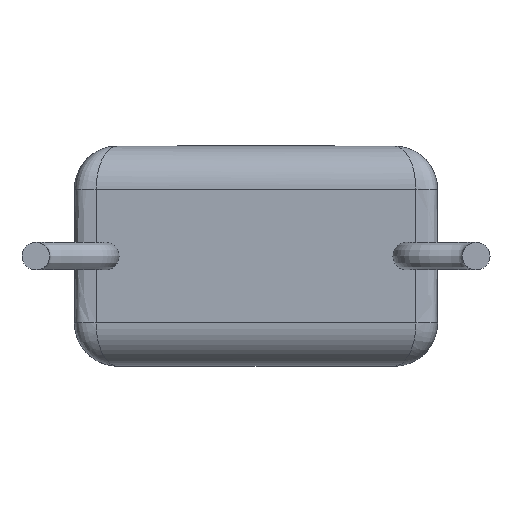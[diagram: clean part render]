
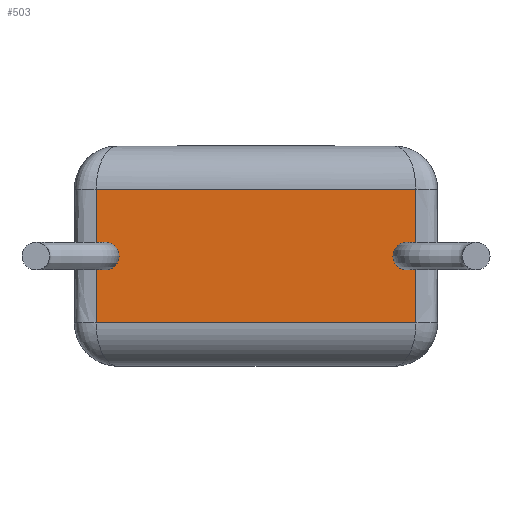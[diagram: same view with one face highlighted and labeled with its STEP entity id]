
A CAD part, front view. The second image highlights one B-rep face of the part: STEP entity #503.
In plain terms, the highlighted planar face has unit normal (0, -1, 0).
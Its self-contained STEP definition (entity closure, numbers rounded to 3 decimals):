
#21 = VERTEX_POINT ( 'NONE', #5475 ) ;
#36 = ORIENTED_EDGE ( 'NONE', *, *, #5091, .T. ) ;
#51 = DIRECTION ( 'NONE',  ( 0., 1., 0. ) ) ;
#317 = CARTESIAN_POINT ( 'NONE',  ( 0.71, 0., 2.54 ) ) ;
#345 = VERTEX_POINT ( 'NONE', #6655 ) ;
#396 = ORIENTED_EDGE ( 'NONE', *, *, #4302, .T. ) ;
#416 = ORIENTED_EDGE ( 'NONE', *, *, #1745, .T. ) ;
#428 = DIRECTION ( 'NONE',  ( 0., 0., -1. ) ) ;
#496 = DIRECTION ( 'NONE',  ( -1., 0., 0. ) ) ;
#503 = ADVANCED_FACE ( 'NONE', ( #3577 ), #6213, .F. ) ;
#515 = CARTESIAN_POINT ( 'NONE',  ( 7.88, 0., 3.214 ) ) ;
#667 = CARTESIAN_POINT ( 'NONE',  ( 7.88, 0., 2.299 ) ) ;
#753 = EDGE_CURVE ( 'NONE', #345, #2096, #4537, .T. ) ;
#899 = CARTESIAN_POINT ( 'NONE',  ( 7.88, 0., 1.866 ) ) ;
#930 = VERTEX_POINT ( 'NONE', #6284 ) ;
#932 = CIRCLE ( 'NONE', #5843, 0.32 ) ;
#1019 = AXIS2_PLACEMENT_3D ( 'NONE', #2988, #5016, #3465 ) ;
#1037 = B_SPLINE_CURVE_WITH_KNOTS ( 'NONE', 3,
 ( #5258, #515, #5208, #4149 ),
 .UNSPECIFIED., .F., .F.,
 ( 4, 4 ),
 ( 0.548, 0.803 ),
 .UNSPECIFIED. ) ;
#1197 = DIRECTION ( 'NONE',  ( 0., 0., -1. ) ) ;
#1410 = CARTESIAN_POINT ( 'NONE',  ( 7.88, 0., 2.299 ) ) ;
#1491 = CARTESIAN_POINT ( 'NONE',  ( 0.5, 0., 2.299 ) ) ;
#1509 = LINE ( 'NONE', #1511, #2495 ) ;
#1511 = CARTESIAN_POINT ( 'NONE',  ( 7.88, 0., 1. ) ) ;
#1706 = CIRCLE ( 'NONE', #4151, 0.32 ) ;
#1745 = EDGE_CURVE ( 'NONE', #5420, #21, #3003, .T. ) ;
#1863 = VERTEX_POINT ( 'NONE', #6667 ) ;
#1888 = B_SPLINE_CURVE_WITH_KNOTS ( 'NONE', 3,
 ( #5602, #6606, #899, #1410 ),
 .UNSPECIFIED., .F., .F.,
 ( 4, 4 ),
 ( 0.197, 0.452 ),
 .UNSPECIFIED. ) ;
#1897 = CIRCLE ( 'NONE', #2641, 0.32 ) ;
#1961 = EDGE_CURVE ( 'NONE', #5886, #4030, #2338, .T. ) ;
#2037 = CIRCLE ( 'NONE', #5541, 0.32 ) ;
#2071 = CARTESIAN_POINT ( 'NONE',  ( 0.5, 0., 1.866 ) ) ;
#2096 = VERTEX_POINT ( 'NONE', #2303 ) ;
#2117 = CARTESIAN_POINT ( 'NONE',  ( 0.5, 0., 2.299 ) ) ;
#2130 = DIRECTION ( 'NONE',  ( 0., 1., 0. ) ) ;
#2178 = ORIENTED_EDGE ( 'NONE', *, *, #1961, .T. ) ;
#2218 = EDGE_CURVE ( 'NONE', #4983, #2096, #1706, .T. ) ;
#2254 = ORIENTED_EDGE ( 'NONE', *, *, #4216, .T. ) ;
#2303 = CARTESIAN_POINT ( 'NONE',  ( 0.5, 0., 2.781 ) ) ;
#2329 = ORIENTED_EDGE ( 'NONE', *, *, #5861, .F. ) ;
#2338 = B_SPLINE_CURVE_WITH_KNOTS ( 'NONE', 3,
 ( #2117, #2071, #5672, #6760 ),
 .UNSPECIFIED., .F., .F.,
 ( 4, 4 ),
 ( 0.548, 0.803 ),
 .UNSPECIFIED. ) ;
#2411 = CARTESIAN_POINT ( 'NONE',  ( 7.67, 0., 2.86 ) ) ;
#2495 = VECTOR ( 'NONE', #5180, 1000. ) ;
#2641 = AXIS2_PLACEMENT_3D ( 'NONE', #2719, #51, #1197 ) ;
#2687 = CARTESIAN_POINT ( 'NONE',  ( 7.88, 0., 1. ) ) ;
#2703 = EDGE_CURVE ( 'NONE', #930, #4983, #932, .T. ) ;
#2719 = CARTESIAN_POINT ( 'NONE',  ( 7.67, 0., 2.54 ) ) ;
#2742 = ORIENTED_EDGE ( 'NONE', *, *, #753, .T. ) ;
#2746 = CARTESIAN_POINT ( 'NONE',  ( 0.71, 0., 2.54 ) ) ;
#2859 = EDGE_CURVE ( 'NONE', #4030, #5410, #1509, .T. ) ;
#2909 = DIRECTION ( 'NONE',  ( 0., 0., -1. ) ) ;
#2988 = CARTESIAN_POINT ( 'NONE',  ( 0.71, 0., 2.54 ) ) ;
#3003 = CIRCLE ( 'NONE', #4441, 0.32 ) ;
#3279 = VERTEX_POINT ( 'NONE', #4918 ) ;
#3310 = CARTESIAN_POINT ( 'NONE',  ( 0.5, 0., 1. ) ) ;
#3408 = DIRECTION ( 'NONE',  ( 0., 1., 0. ) ) ;
#3465 = DIRECTION ( 'NONE',  ( 0., 0., -1. ) ) ;
#3577 = FACE_OUTER_BOUND ( 'NONE', #6473, .T. ) ;
#3677 = CARTESIAN_POINT ( 'NONE',  ( 0.5, 0., 2.781 ) ) ;
#3800 = DIRECTION ( 'NONE',  ( 0., -1., 0. ) ) ;
#3929 = DIRECTION ( 'NONE',  ( 0., 0., -1. ) ) ;
#4030 = VERTEX_POINT ( 'NONE', #3310 ) ;
#4101 = DIRECTION ( 'NONE',  ( 0., 1., 0. ) ) ;
#4149 = CARTESIAN_POINT ( 'NONE',  ( 7.88, 0., 4.08 ) ) ;
#4151 = AXIS2_PLACEMENT_3D ( 'NONE', #2746, #3800, #5290 ) ;
#4216 = EDGE_CURVE ( 'NONE', #3279, #345, #4984, .T. ) ;
#4302 = EDGE_CURVE ( 'NONE', #5099, #1863, #1897, .T. ) ;
#4441 = AXIS2_PLACEMENT_3D ( 'NONE', #5435, #3408, #3929 ) ;
#4537 = B_SPLINE_CURVE_WITH_KNOTS ( 'NONE', 3,
 ( #5122, #5141, #4770, #3677 ),
 .UNSPECIFIED., .F., .F.,
 ( 4, 4 ),
 ( 0.197, 0.452 ),
 .UNSPECIFIED. ) ;
#4591 = ORIENTED_EDGE ( 'NONE', *, *, #2703, .F. ) ;
#4770 = CARTESIAN_POINT ( 'NONE',  ( 0.5, 0., 3.214 ) ) ;
#4848 = ORIENTED_EDGE ( 'NONE', *, *, #6438, .T. ) ;
#4918 = CARTESIAN_POINT ( 'NONE',  ( 7.88, 0., 4.08 ) ) ;
#4983 = VERTEX_POINT ( 'NONE', #6401 ) ;
#4984 = LINE ( 'NONE', #6116, #5863 ) ;
#5016 = DIRECTION ( 'NONE',  ( 0., -1., 0. ) ) ;
#5022 = DIRECTION ( 'NONE',  ( 0., -1., 0. ) ) ;
#5091 = EDGE_CURVE ( 'NONE', #1863, #3279, #1037, .T. ) ;
#5099 = VERTEX_POINT ( 'NONE', #2411 ) ;
#5122 = CARTESIAN_POINT ( 'NONE',  ( 0.5, 0., 4.08 ) ) ;
#5141 = CARTESIAN_POINT ( 'NONE',  ( 0.5, 0., 3.647 ) ) ;
#5177 = AXIS2_PLACEMENT_3D ( 'NONE', #5199, #2130, #6751 ) ;
#5180 = DIRECTION ( 'NONE',  ( 1., 0., 0. ) ) ;
#5199 = CARTESIAN_POINT ( 'NONE',  ( 0., 0., 5.08 ) ) ;
#5208 = CARTESIAN_POINT ( 'NONE',  ( 7.88, 0., 3.647 ) ) ;
#5258 = CARTESIAN_POINT ( 'NONE',  ( 7.88, 0., 2.781 ) ) ;
#5290 = DIRECTION ( 'NONE',  ( 0., 0., -1. ) ) ;
#5410 = VERTEX_POINT ( 'NONE', #2687 ) ;
#5420 = VERTEX_POINT ( 'NONE', #667 ) ;
#5435 = CARTESIAN_POINT ( 'NONE',  ( 7.67, 0., 2.54 ) ) ;
#5475 = CARTESIAN_POINT ( 'NONE',  ( 7.67, 0., 2.22 ) ) ;
#5541 = AXIS2_PLACEMENT_3D ( 'NONE', #5629, #4101, #428 ) ;
#5602 = CARTESIAN_POINT ( 'NONE',  ( 7.88, 0., 1. ) ) ;
#5629 = CARTESIAN_POINT ( 'NONE',  ( 7.67, 0., 2.54 ) ) ;
#5640 = ORIENTED_EDGE ( 'NONE', *, *, #2218, .F. ) ;
#5672 = CARTESIAN_POINT ( 'NONE',  ( 0.5, 0., 1.433 ) ) ;
#5843 = AXIS2_PLACEMENT_3D ( 'NONE', #317, #5022, #2909 ) ;
#5861 = EDGE_CURVE ( 'NONE', #5886, #930, #6683, .T. ) ;
#5863 = VECTOR ( 'NONE', #496, 1000. ) ;
#5886 = VERTEX_POINT ( 'NONE', #1491 ) ;
#5976 = ORIENTED_EDGE ( 'NONE', *, *, #2859, .T. ) ;
#6116 = CARTESIAN_POINT ( 'NONE',  ( 0., 0., 4.08 ) ) ;
#6126 = EDGE_CURVE ( 'NONE', #21, #5099, #2037, .T. ) ;
#6213 = PLANE ( 'NONE',  #5177 ) ;
#6284 = CARTESIAN_POINT ( 'NONE',  ( 0.71, 0., 2.22 ) ) ;
#6369 = ORIENTED_EDGE ( 'NONE', *, *, #6126, .T. ) ;
#6401 = CARTESIAN_POINT ( 'NONE',  ( 0.71, 0., 2.86 ) ) ;
#6438 = EDGE_CURVE ( 'NONE', #5410, #5420, #1888, .T. ) ;
#6473 = EDGE_LOOP ( 'NONE', ( #4848, #416, #6369, #396, #36, #2254, #2742, #5640, #4591, #2329, #2178, #5976 ) ) ;
#6606 = CARTESIAN_POINT ( 'NONE',  ( 7.88, 0., 1.433 ) ) ;
#6655 = CARTESIAN_POINT ( 'NONE',  ( 0.5, 0., 4.08 ) ) ;
#6667 = CARTESIAN_POINT ( 'NONE',  ( 7.88, 0., 2.781 ) ) ;
#6683 = CIRCLE ( 'NONE', #1019, 0.32 ) ;
#6751 = DIRECTION ( 'NONE',  ( 0., 0., 1. ) ) ;
#6760 = CARTESIAN_POINT ( 'NONE',  ( 0.5, 0., 1. ) ) ;
